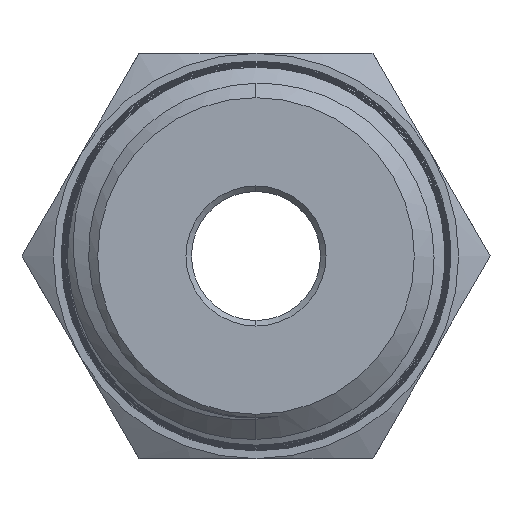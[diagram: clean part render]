
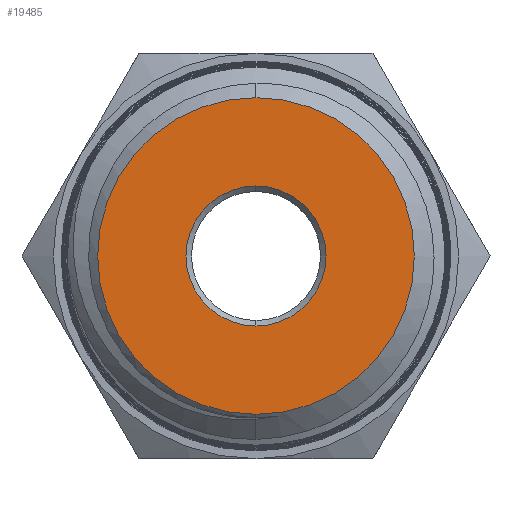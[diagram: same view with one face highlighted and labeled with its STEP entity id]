
A CAD part, front view. The second image highlights one B-rep face of the part: STEP entity #19485.
In plain terms, the highlighted planar face has unit normal (0, -1, 0).
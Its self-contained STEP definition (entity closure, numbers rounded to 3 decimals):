
#548 = CARTESIAN_POINT ( 'NONE',  ( 0., -15., -8.595 ) ) ;
#674 = EDGE_CURVE ( 'NONE', #3054, #41718, #10241, .T. ) ;
#974 = EDGE_LOOP ( 'NONE', ( #31017, #1943 ) ) ;
#1943 = ORIENTED_EDGE ( 'NONE', *, *, #674, .F. ) ;
#2758 = CARTESIAN_POINT ( 'NONE',  ( 0., -15., 0. ) ) ;
#3054 = VERTEX_POINT ( 'NONE', #548 ) ;
#3443 = AXIS2_PLACEMENT_3D ( 'NONE', #32593, #11131, #36218 ) ;
#4196 = DIRECTION ( 'NONE',  ( 0., 0., -1. ) ) ;
#4221 = EDGE_LOOP ( 'NONE', ( #37467, #44597 ) ) ;
#4982 = EDGE_CURVE ( 'NONE', #13661, #15370, #7390, .T. ) ;
#6373 = DIRECTION ( 'NONE',  ( 0., 0., -1. ) ) ;
#7390 = CIRCLE ( 'NONE', #33347, 3.8 ) ;
#8972 = CARTESIAN_POINT ( 'NONE',  ( 0., -15., 0. ) ) ;
#10241 = CIRCLE ( 'NONE', #15414, 8.595 ) ;
#10564 = CARTESIAN_POINT ( 'NONE',  ( 0., -15., 3.8 ) ) ;
#11131 = DIRECTION ( 'NONE',  ( 0., 1., 0. ) ) ;
#12549 = CARTESIAN_POINT ( 'NONE',  ( 0., -15., 0. ) ) ;
#12555 = DIRECTION ( 'NONE',  ( 0., 0., 1. ) ) ;
#13661 = VERTEX_POINT ( 'NONE', #27221 ) ;
#14610 = CIRCLE ( 'NONE', #3443, 8.595 ) ;
#15149 = FACE_OUTER_BOUND ( 'NONE', #974, .T. ) ;
#15370 = VERTEX_POINT ( 'NONE', #10564 ) ;
#15414 = AXIS2_PLACEMENT_3D ( 'NONE', #8972, #34031, #12555 ) ;
#16132 = DIRECTION ( 'NONE',  ( 0., 0., -1. ) ) ;
#17643 = AXIS2_PLACEMENT_3D ( 'NONE', #18436, #25659, #4196 ) ;
#18436 = CARTESIAN_POINT ( 'NONE',  ( 0., -15., 0. ) ) ;
#19485 = ADVANCED_FACE ( 'NONE', ( #22424, #15149 ), #43404, .T. ) ;
#22424 = FACE_BOUND ( 'NONE', #4221, .T. ) ;
#23038 = CARTESIAN_POINT ( 'NONE',  ( 0., -15., 8.595 ) ) ;
#23071 = EDGE_CURVE ( 'NONE', #15370, #13661, #27963, .T. ) ;
#25659 = DIRECTION ( 'NONE',  ( 0., -1., 0. ) ) ;
#27221 = CARTESIAN_POINT ( 'NONE',  ( 0., -15., -3.8 ) ) ;
#27819 = DIRECTION ( 'NONE',  ( 0., 1., 0. ) ) ;
#27963 = CIRCLE ( 'NONE', #44487, 3.8 ) ;
#31017 = ORIENTED_EDGE ( 'NONE', *, *, #42071, .F. ) ;
#32593 = CARTESIAN_POINT ( 'NONE',  ( 0., -15., 0. ) ) ;
#33347 = AXIS2_PLACEMENT_3D ( 'NONE', #12549, #37659, #16132 ) ;
#34031 = DIRECTION ( 'NONE',  ( 0., 1., 0. ) ) ;
#36218 = DIRECTION ( 'NONE',  ( 0., 0., 1. ) ) ;
#37467 = ORIENTED_EDGE ( 'NONE', *, *, #4982, .T. ) ;
#37659 = DIRECTION ( 'NONE',  ( 0., 1., 0. ) ) ;
#41718 = VERTEX_POINT ( 'NONE', #23038 ) ;
#42071 = EDGE_CURVE ( 'NONE', #41718, #3054, #14610, .T. ) ;
#43404 = PLANE ( 'NONE',  #17643 ) ;
#44487 = AXIS2_PLACEMENT_3D ( 'NONE', #2758, #27819, #6373 ) ;
#44597 = ORIENTED_EDGE ( 'NONE', *, *, #23071, .T. ) ;
